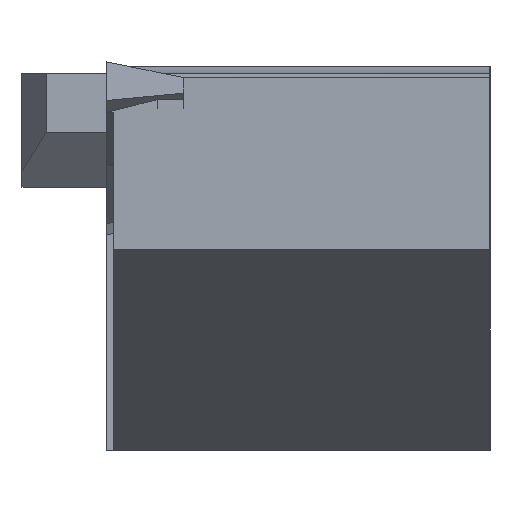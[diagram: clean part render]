
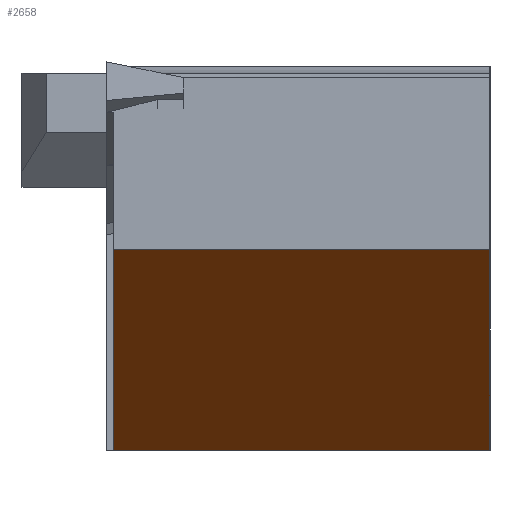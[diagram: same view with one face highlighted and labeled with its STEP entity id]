
A CAD part, left-side view. The second image highlights one B-rep face of the part: STEP entity #2658.
In plain terms, the highlighted planar face has unit normal (-0.616, 0, -0.788).
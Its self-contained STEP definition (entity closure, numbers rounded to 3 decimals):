
#25 = DIRECTION ( 'NONE',  ( -0.788, 0., 0.616 ) ) ;
#310 = LINE ( 'NONE', #2371, #2339 ) ;
#355 = CARTESIAN_POINT ( 'NONE',  ( 16.66, 161.374, -20. ) ) ;
#421 = EDGE_CURVE ( 'NONE', #1863, #2407, #310, .T. ) ;
#543 = EDGE_CURVE ( 'NONE', #2407, #2245, #1655, .T. ) ;
#658 = AXIS2_PLACEMENT_3D ( 'NONE', #355, #2235, #972 ) ;
#666 = DIRECTION ( 'NONE',  ( 0., -1., 0. ) ) ;
#682 = VERTEX_POINT ( 'NONE', #1759 ) ;
#695 = VECTOR ( 'NONE', #1768, 1000. ) ;
#731 = ORIENTED_EDGE ( 'NONE', *, *, #1782, .T. ) ;
#771 = ORIENTED_EDGE ( 'NONE', *, *, #543, .F. ) ;
#869 = CARTESIAN_POINT ( 'NONE',  ( 0.754, 161.374, -7.573 ) ) ;
#972 = DIRECTION ( 'NONE',  ( 0.788, 0., -0.616 ) ) ;
#1128 = FACE_OUTER_BOUND ( 'NONE', #1842, .T. ) ;
#1313 = EDGE_CURVE ( 'NONE', #682, #2245, #1570, .T. ) ;
#1317 = LINE ( 'NONE', #2504, #695 ) ;
#1570 = LINE ( 'NONE', #1702, #2632 ) ;
#1655 = LINE ( 'NONE', #869, #2720 ) ;
#1700 = DIRECTION ( 'NONE',  ( -0.788, 0., 0.616 ) ) ;
#1702 = CARTESIAN_POINT ( 'NONE',  ( -3.388, -15.875, -4.337 ) ) ;
#1759 = CARTESIAN_POINT ( 'NONE',  ( 11.38, -15.875, -15.875 ) ) ;
#1768 = DIRECTION ( 'NONE',  ( 0., -1., 0. ) ) ;
#1782 = EDGE_CURVE ( 'NONE', #1863, #682, #1317, .T. ) ;
#1809 = PLANE ( 'NONE',  #658 ) ;
#1842 = EDGE_LOOP ( 'NONE', ( #2288, #731, #2160, #771 ) ) ;
#1863 = VERTEX_POINT ( 'NONE', #1922 ) ;
#1922 = CARTESIAN_POINT ( 'NONE',  ( 11.38, -0.3, -15.875 ) ) ;
#2160 = ORIENTED_EDGE ( 'NONE', *, *, #1313, .T. ) ;
#2235 = DIRECTION ( 'NONE',  ( 0.616, 0., 0.788 ) ) ;
#2245 = VERTEX_POINT ( 'NONE', #2372 ) ;
#2288 = ORIENTED_EDGE ( 'NONE', *, *, #421, .F. ) ;
#2339 = VECTOR ( 'NONE', #1700, 1000. ) ;
#2371 = CARTESIAN_POINT ( 'NONE',  ( 16.66, -0.3, -20. ) ) ;
#2372 = CARTESIAN_POINT ( 'NONE',  ( 0.754, -15.875, -7.573 ) ) ;
#2407 = VERTEX_POINT ( 'NONE', #2580 ) ;
#2504 = CARTESIAN_POINT ( 'NONE',  ( 11.38, -15.875, -15.875 ) ) ;
#2580 = CARTESIAN_POINT ( 'NONE',  ( 0.754, -0.3, -7.573 ) ) ;
#2632 = VECTOR ( 'NONE', #25, 1000. ) ;
#2658 = ADVANCED_FACE ( 'NONE', ( #1128 ), #1809, .F. ) ;
#2720 = VECTOR ( 'NONE', #666, 1000. ) ;
